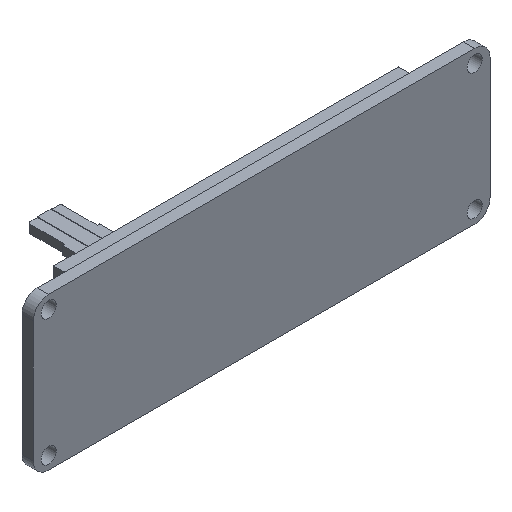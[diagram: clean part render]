
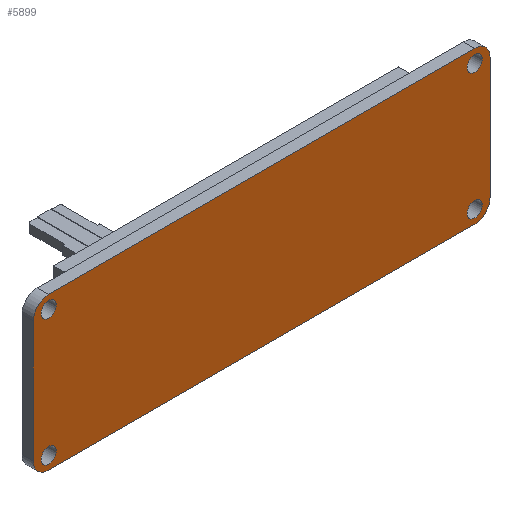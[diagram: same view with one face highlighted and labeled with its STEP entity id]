
A CAD part, isometric view. The second image highlights one B-rep face of the part: STEP entity #5899.
In plain terms, the highlighted planar face has unit normal (0, -1, 0).
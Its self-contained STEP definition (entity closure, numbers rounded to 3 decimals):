
#1007=LINE('',#11346,#1533);
#1009=LINE('',#11350,#1535);
#1010=LINE('',#11354,#1536);
#1011=LINE('',#11358,#1537);
#1533=VECTOR('',#6961,10.);
#1535=VECTOR('',#6965,10.);
#1536=VECTOR('',#6968,10.);
#1537=VECTOR('',#6971,10.);
#1688=PLANE('',#6084);
#1727=FACE_BOUND('',#2390,.T.);
#1728=FACE_BOUND('',#2391,.T.);
#1729=FACE_BOUND('',#2392,.T.);
#1730=FACE_BOUND('',#2393,.T.);
#2039=FACE_OUTER_BOUND('',#2389,.T.);
#2389=EDGE_LOOP('',(#5531,#5532,#5533,#5534,#5535,#5536,#5537,#5538));
#2390=EDGE_LOOP('',(#5539));
#2391=EDGE_LOOP('',(#5540));
#2392=EDGE_LOOP('',(#5541));
#2393=EDGE_LOOP('',(#5542));
#2425=CIRCLE('',#6082,2.);
#2426=CIRCLE('',#6085,2.);
#2427=CIRCLE('',#6086,2.);
#2428=CIRCLE('',#6087,2.);
#2429=CIRCLE('',#6088,1.);
#2430=CIRCLE('',#6089,1.);
#2431=CIRCLE('',#6090,1.);
#2432=CIRCLE('',#6091,1.);
#2997=VERTEX_POINT('',#11339);
#2998=VERTEX_POINT('',#11341);
#2999=VERTEX_POINT('',#11345);
#3000=VERTEX_POINT('',#11349);
#3001=VERTEX_POINT('',#11351);
#3002=VERTEX_POINT('',#11353);
#3003=VERTEX_POINT('',#11355);
#3004=VERTEX_POINT('',#11357);
#3005=VERTEX_POINT('',#11360);
#3006=VERTEX_POINT('',#11362);
#3007=VERTEX_POINT('',#11364);
#3008=VERTEX_POINT('',#11366);
#3848=EDGE_CURVE('',#2997,#2998,#2425,.T.);
#3850=EDGE_CURVE('',#2999,#2998,#1007,.T.);
#3852=EDGE_CURVE('',#2997,#3000,#1009,.T.);
#3853=EDGE_CURVE('',#3001,#3000,#2426,.T.);
#3854=EDGE_CURVE('',#3001,#3002,#1010,.T.);
#3855=EDGE_CURVE('',#3003,#3002,#2427,.T.);
#3856=EDGE_CURVE('',#3003,#3004,#1011,.T.);
#3857=EDGE_CURVE('',#2999,#3004,#2428,.T.);
#3858=EDGE_CURVE('',#3005,#3005,#2429,.T.);
#3859=EDGE_CURVE('',#3006,#3006,#2430,.T.);
#3860=EDGE_CURVE('',#3007,#3007,#2431,.T.);
#3861=EDGE_CURVE('',#3008,#3008,#2432,.T.);
#5531=ORIENTED_EDGE('',*,*,#3848,.F.);
#5532=ORIENTED_EDGE('',*,*,#3852,.T.);
#5533=ORIENTED_EDGE('',*,*,#3853,.F.);
#5534=ORIENTED_EDGE('',*,*,#3854,.T.);
#5535=ORIENTED_EDGE('',*,*,#3855,.F.);
#5536=ORIENTED_EDGE('',*,*,#3856,.T.);
#5537=ORIENTED_EDGE('',*,*,#3857,.F.);
#5538=ORIENTED_EDGE('',*,*,#3850,.T.);
#5539=ORIENTED_EDGE('',*,*,#3858,.F.);
#5540=ORIENTED_EDGE('',*,*,#3859,.F.);
#5541=ORIENTED_EDGE('',*,*,#3860,.F.);
#5542=ORIENTED_EDGE('',*,*,#3861,.F.);
#5899=ADVANCED_FACE('',(#2039,#1727,#1728,#1729,#1730),#1688,.F.);
#6082=AXIS2_PLACEMENT_3D('',#11342,#6956,#6957);
#6084=AXIS2_PLACEMENT_3D('',#11348,#6963,#6964);
#6085=AXIS2_PLACEMENT_3D('',#11352,#6966,#6967);
#6086=AXIS2_PLACEMENT_3D('',#11356,#6969,#6970);
#6087=AXIS2_PLACEMENT_3D('',#11359,#6972,#6973);
#6088=AXIS2_PLACEMENT_3D('',#11361,#6974,#6975);
#6089=AXIS2_PLACEMENT_3D('',#11363,#6976,#6977);
#6090=AXIS2_PLACEMENT_3D('',#11365,#6978,#6979);
#6091=AXIS2_PLACEMENT_3D('',#11367,#6980,#6981);
#6956=DIRECTION('center_axis',(0.,1.,0.));
#6957=DIRECTION('ref_axis',(-0.707,0.,0.707));
#6961=DIRECTION('',(-1.,0.,0.));
#6963=DIRECTION('center_axis',(0.,1.,0.));
#6964=DIRECTION('ref_axis',(1.,0.,0.));
#6965=DIRECTION('',(0.,0.,-1.));
#6966=DIRECTION('center_axis',(0.,1.,0.));
#6967=DIRECTION('ref_axis',(-0.707,0.,-0.707));
#6968=DIRECTION('',(1.,0.,0.));
#6969=DIRECTION('center_axis',(0.,1.,0.));
#6970=DIRECTION('ref_axis',(0.707,0.,-0.707));
#6971=DIRECTION('',(0.,0.,1.));
#6972=DIRECTION('center_axis',(0.,1.,0.));
#6973=DIRECTION('ref_axis',(0.707,0.,0.707));
#6974=DIRECTION('center_axis',(0.,-1.,0.));
#6975=DIRECTION('ref_axis',(1.,0.,0.));
#6976=DIRECTION('center_axis',(0.,-1.,0.));
#6977=DIRECTION('ref_axis',(1.,0.,0.));
#6978=DIRECTION('center_axis',(0.,-1.,0.));
#6979=DIRECTION('ref_axis',(1.,0.,0.));
#6980=DIRECTION('center_axis',(0.,-1.,0.));
#6981=DIRECTION('ref_axis',(1.,0.,0.));
#11339=CARTESIAN_POINT('',(-30.,0.,8.));
#11341=CARTESIAN_POINT('',(-28.,0.,10.));
#11342=CARTESIAN_POINT('Origin',(-28.,0.,8.));
#11345=CARTESIAN_POINT('',(28.,0.,10.));
#11346=CARTESIAN_POINT('',(30.,0.,10.));
#11348=CARTESIAN_POINT('Origin',(0.,0.,0.));
#11349=CARTESIAN_POINT('',(-30.,0.,-8.));
#11350=CARTESIAN_POINT('',(-30.,0.,10.));
#11351=CARTESIAN_POINT('',(-28.,0.,-10.));
#11352=CARTESIAN_POINT('Origin',(-28.,0.,-8.));
#11353=CARTESIAN_POINT('',(28.,0.,-10.));
#11354=CARTESIAN_POINT('',(-30.,0.,-10.));
#11355=CARTESIAN_POINT('',(30.,0.,-8.));
#11356=CARTESIAN_POINT('Origin',(28.,0.,-8.));
#11357=CARTESIAN_POINT('',(30.,0.,8.));
#11358=CARTESIAN_POINT('',(30.,0.,-10.));
#11359=CARTESIAN_POINT('Origin',(28.,0.,8.));
#11360=CARTESIAN_POINT('',(27.,0.,8.3));
#11361=CARTESIAN_POINT('Origin',(28.,0.,8.3));
#11362=CARTESIAN_POINT('',(-29.,0.,-8.3));
#11363=CARTESIAN_POINT('Origin',(-28.,0.,-8.3));
#11364=CARTESIAN_POINT('',(-29.,0.,8.3));
#11365=CARTESIAN_POINT('Origin',(-28.,0.,8.3));
#11366=CARTESIAN_POINT('',(27.,0.,-8.3));
#11367=CARTESIAN_POINT('Origin',(28.,0.,-8.3));
